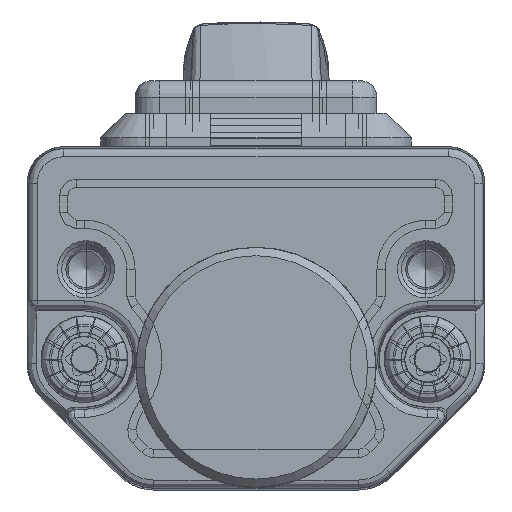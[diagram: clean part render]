
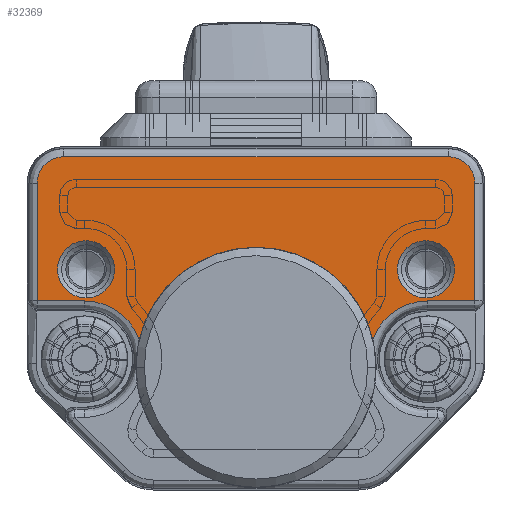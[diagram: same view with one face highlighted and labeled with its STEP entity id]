
A CAD part, left-side view. The second image highlights one B-rep face of the part: STEP entity #32369.
In plain terms, the highlighted face is planar.
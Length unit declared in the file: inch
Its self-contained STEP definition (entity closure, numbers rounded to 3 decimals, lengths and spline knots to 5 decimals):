
#29064=CARTESIAN_POINT('',(13.,8.,10.5));
#29065=DIRECTION('',(-1.,0.,0.));
#29066=DIRECTION('',(0.,1.,0.));
#29067=AXIS2_PLACEMENT_3D('',#29064,#29065,#29066);
#29069=DIRECTION('',(0.,0.,-1.));
#29070=VECTOR('',#29069,2.8909);
#29071=CARTESIAN_POINT('',(13.,11.56353,13.3909));
#29072=LINE('',#29071,#29070);
#29073=DIRECTION('',(0.,-1.,0.));
#29074=VECTOR('',#29073,7.18647);
#29075=CARTESIAN_POINT('',(13.,18.75,13.3909));
#29076=LINE('',#29075,#29074);
#29077=CARTESIAN_POINT('',(13.,18.75,11.75));
#29078=DIRECTION('',(1.,0.,0.));
#29079=DIRECTION('',(0.,1.,0.));
#29080=AXIS2_PLACEMENT_3D('',#29077,#29078,#29079);
#29082=DIRECTION('',(0.,0.,1.));
#29083=VECTOR('',#29082,23.5);
#29084=CARTESIAN_POINT('',(13.,20.3909,-11.75));
#29085=LINE('',#29084,#29083);
#29086=CARTESIAN_POINT('',(13.,18.75,-11.75));
#29087=DIRECTION('',(1.,0.,0.));
#29088=DIRECTION('',(0.,0.,-1.));
#29089=AXIS2_PLACEMENT_3D('',#29086,#29087,#29088);
#29091=DIRECTION('',(0.,1.,0.));
#29092=VECTOR('',#29091,7.18647);
#29093=CARTESIAN_POINT('',(13.,11.56353,-13.3909));
#29094=LINE('',#29093,#29092);
#29095=DIRECTION('',(0.,0.,-1.));
#29096=VECTOR('',#29095,2.8909);
#29097=CARTESIAN_POINT('',(13.,11.56353,-10.5));
#29098=LINE('',#29097,#29096);
#29099=CARTESIAN_POINT('',(13.,8.,-10.5));
#29100=DIRECTION('',(-1.,0.,0.));
#29101=DIRECTION('',(0.,0.34,0.941));
#29102=AXIS2_PLACEMENT_3D('',#29099,#29100,#29101);
#29104=CARTESIAN_POINT('',(13.,7.5,0.));
#29105=DIRECTION('',(1.,0.,0.));
#29106=DIRECTION('',(0.,0.233,-0.973));
#29107=AXIS2_PLACEMENT_3D('',#29104,#29105,#29106);
#29163=CARTESIAN_POINT('',(13.,13.5,-10.3923));
#29164=DIRECTION('',(-1.,0.,0.));
#29165=DIRECTION('',(0.,1.,0.));
#29166=AXIS2_PLACEMENT_3D('',#29163,#29164,#29165);
#29168=CARTESIAN_POINT('',(13.,13.5,-10.3923));
#29169=DIRECTION('',(-1.,0.,0.));
#29170=DIRECTION('',(0.,-1.,0.));
#29171=AXIS2_PLACEMENT_3D('',#29168,#29169,#29170);
#29173=CARTESIAN_POINT('',(13.,13.5,10.3923));
#29174=DIRECTION('',(-1.,0.,0.));
#29175=DIRECTION('',(0.,1.,0.));
#29176=AXIS2_PLACEMENT_3D('',#29173,#29174,#29175);
#29178=CARTESIAN_POINT('',(13.,13.5,10.3923));
#29179=DIRECTION('',(-1.,0.,0.));
#29180=DIRECTION('',(0.,-1.,0.));
#29181=AXIS2_PLACEMENT_3D('',#29178,#29179,#29180);
#29820=CARTESIAN_POINT('',(13.,20.3909,11.75));
#29821=CARTESIAN_POINT('',(13.,18.75,13.3909));
#29822=VERTEX_POINT('',#29820);
#29823=VERTEX_POINT('',#29821);
#29828=CARTESIAN_POINT('',(13.,20.3909,-11.75));
#29829=VERTEX_POINT('',#29828);
#29832=CARTESIAN_POINT('',(13.,18.75,-13.3909));
#29833=VERTEX_POINT('',#29832);
#29868=CARTESIAN_POINT('',(13.,11.56353,10.5));
#29869=CARTESIAN_POINT('',(13.,9.21015,7.14824));
#29870=VERTEX_POINT('',#29868);
#29871=VERTEX_POINT('',#29869);
#29900=CARTESIAN_POINT('',(13.,11.56353,13.3909));
#29901=VERTEX_POINT('',#29900);
#29910=CARTESIAN_POINT('',(13.,9.21015,-7.14824));
#29911=CARTESIAN_POINT('',(13.,11.56353,-10.5));
#29912=VERTEX_POINT('',#29910);
#29913=VERTEX_POINT('',#29911);
#29942=CARTESIAN_POINT('',(13.,11.56353,-13.3909));
#29943=VERTEX_POINT('',#29942);
#30142=CARTESIAN_POINT('',(13.,15.25,-10.3923));
#30143=CARTESIAN_POINT('',(13.,11.75,-10.3923));
#30144=VERTEX_POINT('',#30142);
#30145=VERTEX_POINT('',#30143);
#30146=CARTESIAN_POINT('',(13.,15.25,10.3923));
#30147=CARTESIAN_POINT('',(13.,11.75,10.3923));
#30148=VERTEX_POINT('',#30146);
#30149=VERTEX_POINT('',#30147);
#32330=CARTESIAN_POINT('',(13.,0.,0.));
#32331=DIRECTION('',(1.,0.,0.));
#32332=DIRECTION('',(0.,0.,-1.));
#32333=AXIS2_PLACEMENT_3D('',#32330,#32331,#32332);
#32334=PLANE('',#32333);
#32336=ORIENTED_EDGE('',*,*,#32335,.F.);
#32338=ORIENTED_EDGE('',*,*,#32337,.F.);
#32340=ORIENTED_EDGE('',*,*,#32339,.F.);
#32342=ORIENTED_EDGE('',*,*,#32341,.F.);
#32344=ORIENTED_EDGE('',*,*,#32343,.F.);
#32346=ORIENTED_EDGE('',*,*,#32345,.F.);
#32348=ORIENTED_EDGE('',*,*,#32347,.F.);
#32350=ORIENTED_EDGE('',*,*,#32349,.F.);
#32352=ORIENTED_EDGE('',*,*,#32351,.F.);
#32354=ORIENTED_EDGE('',*,*,#32353,.T.);
#32355=EDGE_LOOP('',(#32336,#32338,#32340,#32342,#32344,#32346,#32348,#32350,
#32352,#32354));
#32356=FACE_OUTER_BOUND('',#32355,.F.);
#32358=ORIENTED_EDGE('',*,*,#32357,.F.);
#32360=ORIENTED_EDGE('',*,*,#32359,.F.);
#32361=EDGE_LOOP('',(#32358,#32360));
#32362=FACE_BOUND('',#32361,.F.);
#32364=ORIENTED_EDGE('',*,*,#32363,.F.);
#32366=ORIENTED_EDGE('',*,*,#32365,.F.);
#32367=EDGE_LOOP('',(#32364,#32366));
#32368=FACE_BOUND('',#32367,.F.);
#32369=ADVANCED_FACE('',(#32356,#32362,#32368),#32334,.T.);
#29068=CIRCLE('',#29067,3.56353);
#29081=CIRCLE('',#29080,1.6409);
#29090=CIRCLE('',#29089,1.6409);
#29103=CIRCLE('',#29102,3.56353);
#29108=CIRCLE('',#29107,7.35);
#29167=CIRCLE('',#29166,1.75);
#29172=CIRCLE('',#29171,1.75);
#29177=CIRCLE('',#29176,1.75);
#29182=CIRCLE('',#29181,1.75);
#32335=EDGE_CURVE('',#29870,#29871,#29068,.T.);
#32337=EDGE_CURVE('',#29901,#29870,#29072,.T.);
#32339=EDGE_CURVE('',#29823,#29901,#29076,.T.);
#32341=EDGE_CURVE('',#29822,#29823,#29081,.T.);
#32343=EDGE_CURVE('',#29829,#29822,#29085,.T.);
#32345=EDGE_CURVE('',#29833,#29829,#29090,.T.);
#32347=EDGE_CURVE('',#29943,#29833,#29094,.T.);
#32349=EDGE_CURVE('',#29913,#29943,#29098,.T.);
#32351=EDGE_CURVE('',#29912,#29913,#29103,.T.);
#32353=EDGE_CURVE('',#29912,#29871,#29108,.T.);
#32357=EDGE_CURVE('',#30144,#30145,#29167,.T.);
#32359=EDGE_CURVE('',#30145,#30144,#29172,.T.);
#32363=EDGE_CURVE('',#30148,#30149,#29177,.T.);
#32365=EDGE_CURVE('',#30149,#30148,#29182,.T.);
